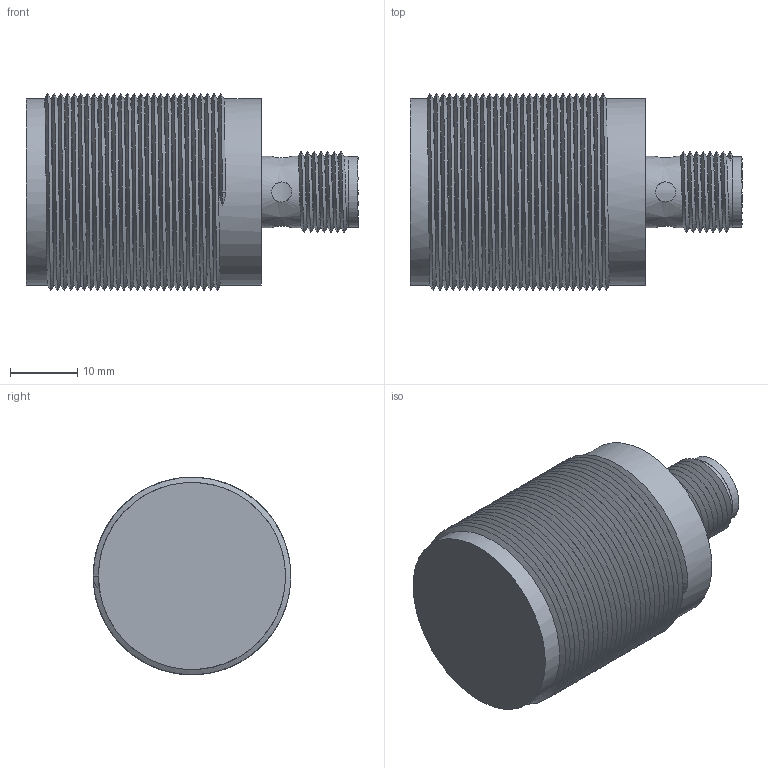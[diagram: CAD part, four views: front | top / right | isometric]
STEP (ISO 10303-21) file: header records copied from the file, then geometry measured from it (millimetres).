
FILE_DESCRIPTION( ('This file contains a STEP AP42 implementation' ,'as created by ZW3D STEP Interface translator.') ,'2;1' );
FILE_NAME( 'ECS1-3010X-XRS4.stp' ,'20 6 2.11 954', (''), ('ZWCAD Software Co.'), 'Version 1.0', 'ZW3D to STEP translator', '' );
FILE_SCHEMA(('AUTOMOTIVE_DESIGN'));
Length unit declared in the file: millimetre
Products named in the file (2): 0; ECS1-3015X-XRS4
Bounding box: 49.35 x 29.36 x 29.36 mm (x, y, z)
Volume: 22832.3 mm3; surface area: 7627.8 mm2
Topology: 1 solids, 1 shells, 79 faces, 197 edges, 124 vertices
Faces by surface type: bspline 79
Entity records: 4545 total; most frequent: CARTESIAN_POINT 3372, ORIENTED_EDGE 382, EDGE_CURVE 191, VERTEX_POINT 124, EDGE_LOOP 89, B_SPLINE_CURVE_WITH_KNOTS 88, FACE_OUTER_BOUND 79, ADVANCED_FACE 79
